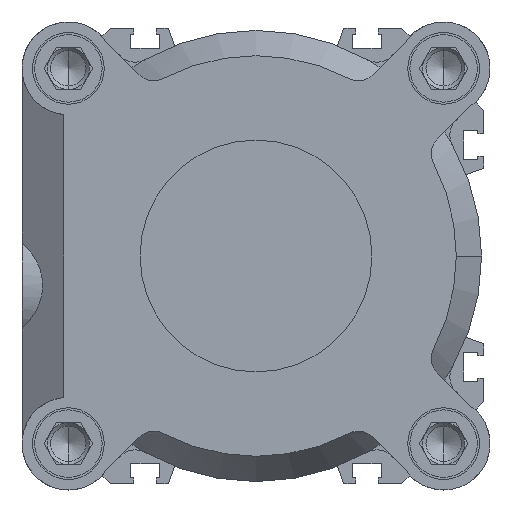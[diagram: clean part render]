
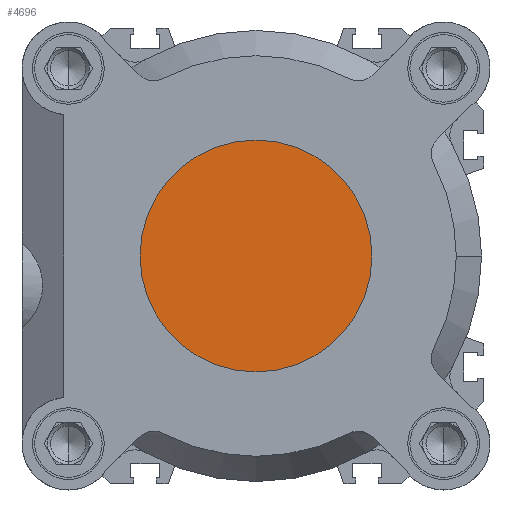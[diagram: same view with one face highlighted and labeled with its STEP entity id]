
A CAD part, left-side view. The second image highlights one B-rep face of the part: STEP entity #4696.
In plain terms, the highlighted face is planar.
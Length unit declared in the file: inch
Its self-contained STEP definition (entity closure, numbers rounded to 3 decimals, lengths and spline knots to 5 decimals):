
#759 = DIRECTION ( 'NONE',  ( -1., 0., 0. ) ) ;
#1014 = AXIS2_PLACEMENT_3D ( 'NONE', #7430, #759, #8526 ) ;
#1071 = AXIS2_PLACEMENT_3D ( 'NONE', #12966, #6325, #14069 ) ;
#1845 = PLANE ( 'NONE',  #1071 ) ;
#2158 = CARTESIAN_POINT ( 'NONE',  ( 1.73228, 0., 1.08268 ) ) ;
#2399 = DIRECTION ( 'NONE',  ( -1., 0., 0. ) ) ;
#2494 = EDGE_CURVE ( 'NONE', #2653, #3603, #10198, .T. ) ;
#2653 = VERTEX_POINT ( 'NONE', #14353 ) ;
#3603 = VERTEX_POINT ( 'NONE', #2158 ) ;
#4696 = ADVANCED_FACE ( 'NONE', ( #12416 ), #1845, .F. ) ;
#6325 = DIRECTION ( 'NONE',  ( -1., 0., 0. ) ) ;
#6459 = EDGE_LOOP ( 'NONE', ( #14008, #12391 ) ) ;
#6665 = EDGE_CURVE ( 'NONE', #3603, #2653, #12326, .T. ) ;
#7430 = CARTESIAN_POINT ( 'NONE',  ( 1.73228, 0., 0. ) ) ;
#8526 = DIRECTION ( 'NONE',  ( 0., 0., 1. ) ) ;
#9026 = CARTESIAN_POINT ( 'NONE',  ( 1.73228, 0., 0. ) ) ;
#10144 = DIRECTION ( 'NONE',  ( 0., 0., 1. ) ) ;
#10198 = CIRCLE ( 'NONE', #1014, 1.08268 ) ;
#12326 = CIRCLE ( 'NONE', #14021, 1.08268 ) ;
#12391 = ORIENTED_EDGE ( 'NONE', *, *, #2494, .F. ) ;
#12416 = FACE_OUTER_BOUND ( 'NONE', #6459, .T. ) ;
#12966 = CARTESIAN_POINT ( 'NONE',  ( 1.73228, 1.08268, 0. ) ) ;
#14008 = ORIENTED_EDGE ( 'NONE', *, *, #6665, .F. ) ;
#14021 = AXIS2_PLACEMENT_3D ( 'NONE', #9026, #2399, #10144 ) ;
#14069 = DIRECTION ( 'NONE',  ( 0., 0., 1. ) ) ;
#14353 = CARTESIAN_POINT ( 'NONE',  ( 1.73228, 0., -1.08268 ) ) ;
